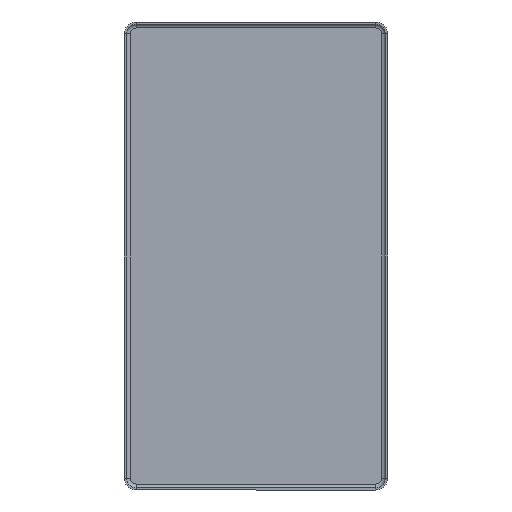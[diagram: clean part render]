
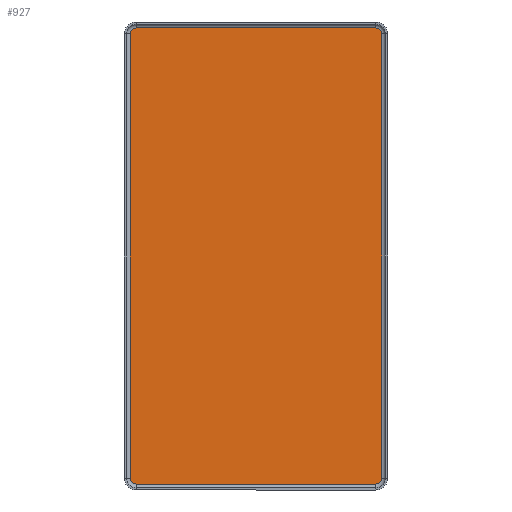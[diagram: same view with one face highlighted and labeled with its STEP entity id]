
A CAD part, front view. The second image highlights one B-rep face of the part: STEP entity #927.
In plain terms, the highlighted planar face has unit normal (0, -1, 0).
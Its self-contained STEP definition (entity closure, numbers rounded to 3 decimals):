
#14 = AXIS2_PLACEMENT_3D ( 'NONE', #1112, #938, #403 ) ;
#15 = ORIENTED_EDGE ( 'NONE', *, *, #363, .F. ) ;
#35 = EDGE_CURVE ( 'NONE', #610, #466, #952, .T. ) ;
#44 = CARTESIAN_POINT ( 'NONE',  ( 16.15, -0.3, -30.75 ) ) ;
#71 = ORIENTED_EDGE ( 'NONE', *, *, #923, .F. ) ;
#162 = AXIS2_PLACEMENT_3D ( 'NONE', #405, #663, #1039 ) ;
#171 = EDGE_CURVE ( 'NONE', #453, #1012, #500, .T. ) ;
#184 = LINE ( 'NONE', #339, #378 ) ;
#195 = ORIENTED_EDGE ( 'NONE', *, *, #1106, .F. ) ;
#216 = DIRECTION ( 'NONE',  ( 0., 1., 0. ) ) ;
#238 = DIRECTION ( 'NONE',  ( 0., 0., 1. ) ) ;
#250 = CARTESIAN_POINT ( 'NONE',  ( -16.15, -0.3, 30.75 ) ) ;
#255 = CARTESIAN_POINT ( 'NONE',  ( 16.95, -0.3, 29.95 ) ) ;
#280 = DIRECTION ( 'NONE',  ( 0., 0., -1. ) ) ;
#339 = CARTESIAN_POINT ( 'NONE',  ( -16.95, -0.3, -29.95 ) ) ;
#363 = EDGE_CURVE ( 'NONE', #468, #453, #184, .T. ) ;
#370 = CARTESIAN_POINT ( 'NONE',  ( 16.15, -0.3, -30.75 ) ) ;
#378 = VECTOR ( 'NONE', #238, 1000. ) ;
#384 = CARTESIAN_POINT ( 'NONE',  ( -16.15, -0.3, -29.95 ) ) ;
#393 = PLANE ( 'NONE',  #162 ) ;
#403 = DIRECTION ( 'NONE',  ( 0., 0., 1. ) ) ;
#405 = CARTESIAN_POINT ( 'NONE',  ( 16.15, -0.3, 29.95 ) ) ;
#442 = LINE ( 'NONE', #44, #790 ) ;
#450 = CIRCLE ( 'NONE', #728, 0.8 ) ;
#453 = VERTEX_POINT ( 'NONE', #896 ) ;
#466 = VERTEX_POINT ( 'NONE', #672 ) ;
#468 = VERTEX_POINT ( 'NONE', #484 ) ;
#472 = DIRECTION ( 'NONE',  ( 0., 1., 0. ) ) ;
#474 = VERTEX_POINT ( 'NONE', #752 ) ;
#484 = CARTESIAN_POINT ( 'NONE',  ( -16.95, -0.3, -29.95 ) ) ;
#500 = CIRCLE ( 'NONE', #14, 0.8 ) ;
#509 = AXIS2_PLACEMENT_3D ( 'NONE', #384, #472, #567 ) ;
#533 = ORIENTED_EDGE ( 'NONE', *, *, #35, .F. ) ;
#538 = EDGE_CURVE ( 'NONE', #474, #468, #828, .T. ) ;
#546 = AXIS2_PLACEMENT_3D ( 'NONE', #754, #216, #1125 ) ;
#550 = ORIENTED_EDGE ( 'NONE', *, *, #910, .F. ) ;
#552 = CIRCLE ( 'NONE', #546, 0.8 ) ;
#554 = EDGE_LOOP ( 'NONE', ( #195, #901, #996, #15, #913, #550, #71, #533 ) ) ;
#563 = VECTOR ( 'NONE', #857, 1000. ) ;
#567 = DIRECTION ( 'NONE',  ( 0., 0., 1. ) ) ;
#577 = EDGE_CURVE ( 'NONE', #1012, #920, #859, .T. ) ;
#600 = CARTESIAN_POINT ( 'NONE',  ( 16.15, -0.3, 29.95 ) ) ;
#610 = VERTEX_POINT ( 'NONE', #255 ) ;
#639 = CARTESIAN_POINT ( 'NONE',  ( 16.95, -0.3, 29.95 ) ) ;
#663 = DIRECTION ( 'NONE',  ( 0., -1., 0. ) ) ;
#672 = CARTESIAN_POINT ( 'NONE',  ( 16.95, -0.3, -29.95 ) ) ;
#683 = CARTESIAN_POINT ( 'NONE',  ( -16.15, -0.3, 30.75 ) ) ;
#687 = DIRECTION ( 'NONE',  ( 0., 1., 0. ) ) ;
#713 = VECTOR ( 'NONE', #280, 1000. ) ;
#723 = VERTEX_POINT ( 'NONE', #370 ) ;
#728 = AXIS2_PLACEMENT_3D ( 'NONE', #600, #687, #1142 ) ;
#746 = DIRECTION ( 'NONE',  ( -1., 0., 0. ) ) ;
#752 = CARTESIAN_POINT ( 'NONE',  ( -16.15, -0.3, -30.75 ) ) ;
#754 = CARTESIAN_POINT ( 'NONE',  ( 16.15, -0.3, -29.95 ) ) ;
#790 = VECTOR ( 'NONE', #746, 1000. ) ;
#828 = CIRCLE ( 'NONE', #509, 0.8 ) ;
#857 = DIRECTION ( 'NONE',  ( 1., 0., 0. ) ) ;
#859 = LINE ( 'NONE', #683, #563 ) ;
#873 = FACE_OUTER_BOUND ( 'NONE', #554, .T. ) ;
#896 = CARTESIAN_POINT ( 'NONE',  ( -16.95, -0.3, 29.95 ) ) ;
#901 = ORIENTED_EDGE ( 'NONE', *, *, #577, .F. ) ;
#910 = EDGE_CURVE ( 'NONE', #723, #474, #442, .T. ) ;
#913 = ORIENTED_EDGE ( 'NONE', *, *, #538, .F. ) ;
#920 = VERTEX_POINT ( 'NONE', #1032 ) ;
#923 = EDGE_CURVE ( 'NONE', #466, #723, #552, .T. ) ;
#927 = ADVANCED_FACE ( 'NONE', ( #873 ), #393, .T. ) ;
#938 = DIRECTION ( 'NONE',  ( 0., 1., 0. ) ) ;
#952 = LINE ( 'NONE', #639, #713 ) ;
#996 = ORIENTED_EDGE ( 'NONE', *, *, #171, .F. ) ;
#1012 = VERTEX_POINT ( 'NONE', #250 ) ;
#1032 = CARTESIAN_POINT ( 'NONE',  ( 16.15, -0.3, 30.75 ) ) ;
#1039 = DIRECTION ( 'NONE',  ( 0., 0., -1. ) ) ;
#1106 = EDGE_CURVE ( 'NONE', #920, #610, #450, .T. ) ;
#1112 = CARTESIAN_POINT ( 'NONE',  ( -16.15, -0.3, 29.95 ) ) ;
#1125 = DIRECTION ( 'NONE',  ( 0., 0., 1. ) ) ;
#1142 = DIRECTION ( 'NONE',  ( 0., 0., 1. ) ) ;
